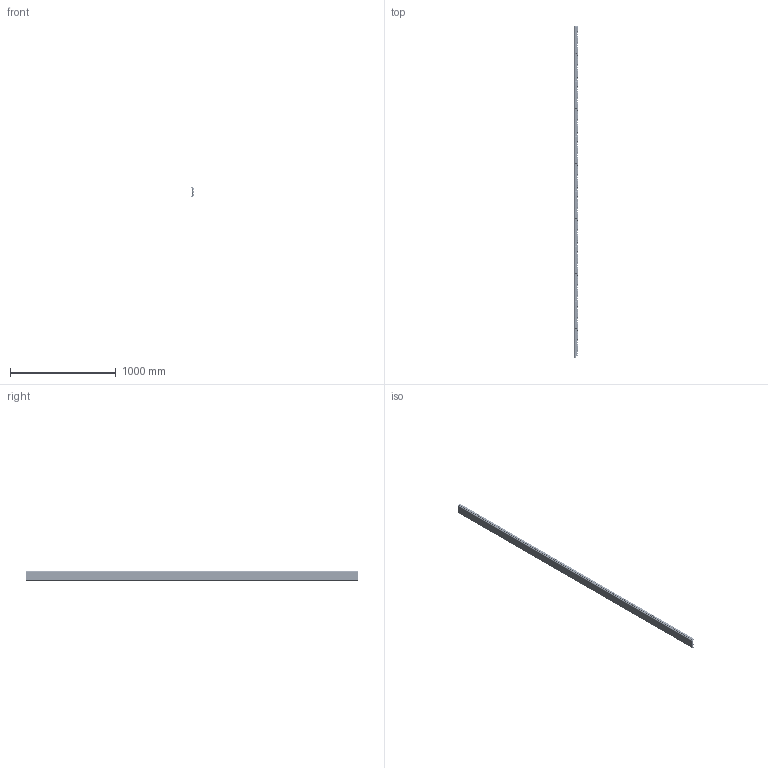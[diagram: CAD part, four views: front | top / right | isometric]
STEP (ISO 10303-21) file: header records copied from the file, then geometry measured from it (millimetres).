
FILE_DESCRIPTION((''),'2;1');
FILE_NAME('S012864491_ASM','2018-10-12T',('RCRU51'),('Rex Nord Marbet spa'),'PRO/ENGINEER BY PARAMETRIC TECHNOLOGY CORPORATION, 2013230','PRO/ENGINEER BY PARAMETRIC TECHNOLOGY CORPORATION, 2013230','');
FILE_SCHEMA(('CONFIG_CONTROL_DESIGN'));
Length unit declared in the file: millimetre
Products named in the file (5): 10385064; 61823-1; 39100-ANNULLATO; 635483-1-ANNULLATO; S012864491_ASM
Assembly tree (763 placements, depth 2):
  S012864491_ASM
    10385064
    61823-1  x24
    39100-ANNULLATO  x180
    635483-1-ANNULLATO  x558
Bounding box: 34.85 x 3133.15 x 99.4 mm (x, y, z)
Volume: 4355300.7 mm3; surface area: 2712604 mm2
Topology: 763 solids, 763 shells, 22478 faces, 48156 edges, 28320 vertices
Faces by surface type: torus 9024, cylinder 6700, plane 4162, cone 2592
Entity records: 13085 total; most frequent: DIRECTION 2756, CARTESIAN_POINT 2103, AXIS2_PLACEMENT_3D 1235, ORIENTED_EDGE 1156, PRODUCT_DEFINITION_SHAPE 768, ITEM_DEFINED_TRANSFORMATION 763, CONTEXT_DEPENDENT_SHAPE_REPRESENTATION 763, NEXT_ASSEMBLY_USAGE_OCCURRENCE 763
